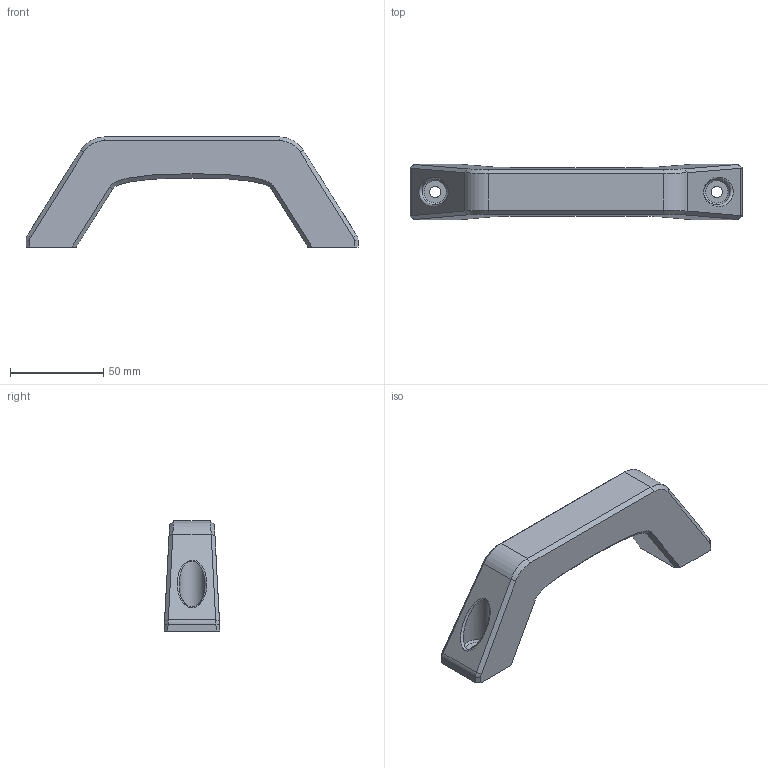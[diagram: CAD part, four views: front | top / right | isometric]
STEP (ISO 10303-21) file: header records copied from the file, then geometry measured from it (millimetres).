
FILE_DESCRIPTION(('FreeCAD Model'),'2;1');
FILE_NAME('Open CASCADE Shape Model','2025-02-16T17:31:46',(''),(''), 'Open CASCADE STEP processor 7.8','FreeCAD','Unknown');
FILE_SCHEMA(('AUTOMOTIVE_DESIGN { 1 0 10303 214 1 1 1 1 }'));
Length unit declared in the file: millimetre
Products named in the file (1): hdl
Bounding box: 178 x 30 x 59 mm (x, y, z)
Volume: 124358.5 mm3; surface area: 22615.5 mm2
Topology: 1 solids, 1 shells, 53 faces, 121 edges, 72 vertices
Faces by surface type: plane 27, bspline 14, cylinder 8, cone 2, extrusion 2
Full cylindrical faces by diameter (mm): 6 x2, 14 x2
Entity records: 6223 total; most frequent: CARTESIAN_POINT 3917, DIRECTION 354, VECTOR 259, LINE 257, ORIENTED_EDGE 242, PCURVE 242, DEFINITIONAL_REPRESENTATION 242, EDGE_CURVE 121
